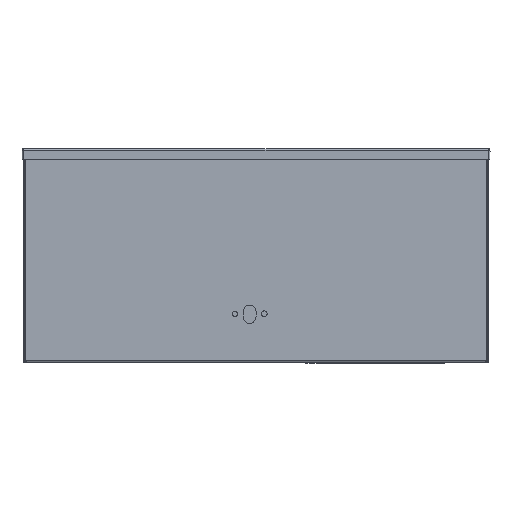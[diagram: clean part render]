
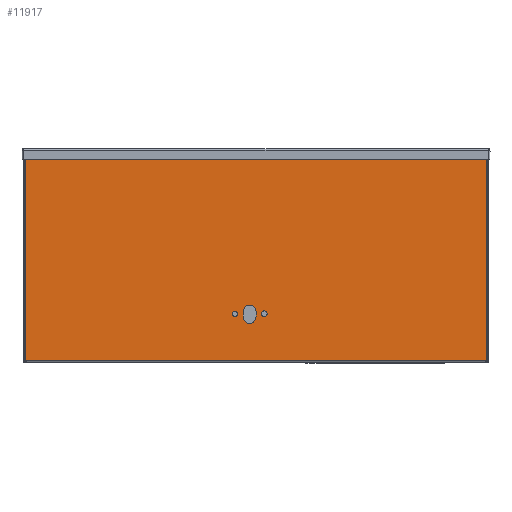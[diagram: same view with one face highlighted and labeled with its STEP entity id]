
A CAD part, top view. The second image highlights one B-rep face of the part: STEP entity #11917.
In plain terms, the highlighted planar face has unit normal (0, 0, 1).
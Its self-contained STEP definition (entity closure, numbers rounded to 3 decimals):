
#11917=ADVANCED_FACE('',(#23764,#23766,#23768,#23770),#23772,.F.);
#23764=FACE_BOUND('',#23765,.T.);
#23765=EDGE_LOOP('',(#31406,#31407,#31408,#31409,#31410,#31411,#31412,#31413));
#23766=FACE_BOUND('',#23767,.T.);
#23767=EDGE_LOOP('',(#31414));
#23768=FACE_BOUND('',#23769,.T.);
#23769=EDGE_LOOP('',(#31415));
#23770=FACE_BOUND('',#23771,.T.);
#23771=EDGE_LOOP('',(#31416,#31417,#31418,#31419,#31420,#31421));
#23772=PLANE('',#23773);
#23773=AXIS2_PLACEMENT_3D('',#23774,#23775,#23776);
#23774=CARTESIAN_POINT('',(8119.166,3270.412,352.057));
#23775=DIRECTION('',(0.,0.,-1.));
#23776=DIRECTION('',(1.,0.,0.));
#31406=ORIENTED_EDGE('',*,*,#35107,.F.);
#31407=ORIENTED_EDGE('',*,*,#35335,.F.);
#31408=ORIENTED_EDGE('',*,*,#35334,.F.);
#31409=ORIENTED_EDGE('',*,*,#35332,.F.);
#31410=ORIENTED_EDGE('',*,*,#35331,.T.);
#31411=ORIENTED_EDGE('',*,*,#35330,.F.);
#31412=ORIENTED_EDGE('',*,*,#35328,.T.);
#31413=ORIENTED_EDGE('',*,*,#35336,.F.);
#31414=ORIENTED_EDGE('',*,*,#34568,.F.);
#31415=ORIENTED_EDGE('',*,*,#34570,.F.);
#31416=ORIENTED_EDGE('',*,*,#34636,.F.);
#31417=ORIENTED_EDGE('',*,*,#35337,.T.);
#31418=ORIENTED_EDGE('',*,*,#35338,.F.);
#31419=ORIENTED_EDGE('',*,*,#35339,.F.);
#31420=ORIENTED_EDGE('',*,*,#35340,.F.);
#31421=ORIENTED_EDGE('',*,*,#35341,.F.);
#34568=EDGE_CURVE('',#39835,#39835,#39836,.T.);
#34570=EDGE_CURVE('',#39839,#39839,#39840,.T.);
#34636=EDGE_CURVE('',#39970,#39972,#39973,.T.);
#35107=EDGE_CURVE('',#40742,#40746,#40750,.T.);
#35328=EDGE_CURVE('',#41062,#41104,#41115,.T.);
#35330=EDGE_CURVE('',#41062,#41070,#41117,.T.);
#35331=EDGE_CURVE('',#41083,#41070,#41118,.T.);
#35332=EDGE_CURVE('',#41083,#41096,#41119,.T.);
#35334=EDGE_CURVE('',#41096,#41112,#41121,.T.);
#35335=EDGE_CURVE('',#41112,#40742,#41122,.T.);
#35336=EDGE_CURVE('',#40746,#41104,#41123,.T.);
#35337=EDGE_CURVE('',#39970,#41124,#41125,.T.);
#35338=EDGE_CURVE('',#41126,#41124,#41127,.T.);
#35339=EDGE_CURVE('',#41128,#41126,#41129,.T.);
#35340=EDGE_CURVE('',#41130,#41128,#41131,.T.);
#35341=EDGE_CURVE('',#39972,#41130,#41132,.T.);
#39835=VERTEX_POINT('',#53026);
#39836=CIRCLE('',#53027,4.);
#39839=VERTEX_POINT('',#53036);
#39840=CIRCLE('',#53037,3.799);
#39970=VERTEX_POINT('',#53360);
#39972=VERTEX_POINT('',#53364);
#39973=CIRCLE('',#53365,9.);
#40742=VERTEX_POINT('',#55231);
#40746=VERTEX_POINT('',#55263);
#40750=LINE('',#55315,#55316);
#41062=VERTEX_POINT('',#56057);
#41070=VERTEX_POINT('',#56082);
#41083=VERTEX_POINT('',#56160);
#41096=VERTEX_POINT('',#56205);
#41104=VERTEX_POINT('',#56254);
#41112=VERTEX_POINT('',#56285);
#41115=LINE('',#56299,#56300);
#41117=CIRCLE('',#56306,1.);
#41118=LINE('',#56310,#56311);
#41119=CIRCLE('',#56313,1.);
#41121=LINE('',#56321,#56322);
#41122=CIRCLE('',#56324,2.);
#41123=CIRCLE('',#56328,2.);
#41124=VERTEX_POINT('',#56332);
#41125=CIRCLE('',#56333,8.);
#41126=VERTEX_POINT('',#56337);
#41127=CIRCLE('',#56338,9.);
#41128=VERTEX_POINT('',#56342);
#41129=LINE('',#56343,#56344);
#41130=VERTEX_POINT('',#56346);
#41131=CIRCLE('',#56347,9.);
#41132=LINE('',#56351,#56352);
#53026=CARTESIAN_POINT('',(7811.181,3337.255,352.057));
#53027=AXIS2_PLACEMENT_3D('',#53028,#53029,#53030);
#53028=CARTESIAN_POINT('',(7807.181,3337.255,352.057));
#53029=DIRECTION('',(0.,0.,1.));
#53030=DIRECTION('',(-1.,0.,0.));
#53036=CARTESIAN_POINT('',(7769.92,3337.255,352.057));
#53037=AXIS2_PLACEMENT_3D('',#53038,#53039,#53040);
#53038=CARTESIAN_POINT('',(7766.121,3337.255,352.057));
#53039=DIRECTION('',(0.,0.,1.));
#53040=DIRECTION('',(-1.,0.,0.));
#53360=CARTESIAN_POINT('',(7794.462,3329.654,352.057));
#53364=CARTESIAN_POINT('',(7795.651,3334.126,352.057));
#53365=AXIS2_PLACEMENT_3D('',#53366,#53367,#53368);
#53366=CARTESIAN_POINT('',(7786.651,3334.126,352.057));
#53367=DIRECTION('',(0.,0.,1.));
#53368=DIRECTION('',(0.868,-0.497,0.));
#55231=CARTESIAN_POINT('',(8117.434,3271.412,352.057));
#55263=CARTESIAN_POINT('',(7473.598,3271.412,352.057));
#55315=CARTESIAN_POINT('',(8117.434,3271.412,352.057));
#55316=VECTOR('',#55317,1.);
#55317=DIRECTION('',(-1.,0.,0.));
#56057=CARTESIAN_POINT('',(7472.987,3564.807,352.057));
#56082=CARTESIAN_POINT('',(7473.65,3565.469,352.057));
#56160=CARTESIAN_POINT('',(8117.382,3565.469,352.057));
#56205=CARTESIAN_POINT('',(8118.045,3564.807,352.057));
#56254=CARTESIAN_POINT('',(7472.987,3272.068,352.057));
#56285=CARTESIAN_POINT('',(8118.045,3272.068,352.057));
#56299=CARTESIAN_POINT('',(7472.987,3564.807,352.057));
#56300=VECTOR('',#56301,1.);
#56301=DIRECTION('',(0.,-1.,0.));
#56306=AXIS2_PLACEMENT_3D('',#56307,#56308,#56309);
#56307=CARTESIAN_POINT('',(7472.694,3565.763,352.057));
#56308=DIRECTION('',(0.,0.,1.));
#56309=DIRECTION('',(0.293,-0.956,0.));
#56310=CARTESIAN_POINT('',(8117.382,3565.469,352.057));
#56311=VECTOR('',#56312,1.);
#56312=DIRECTION('',(-1.,0.,0.));
#56313=AXIS2_PLACEMENT_3D('',#56314,#56315,#56316);
#56314=CARTESIAN_POINT('',(8118.338,3565.763,352.057));
#56315=DIRECTION('',(0.,0.,1.));
#56316=DIRECTION('',(-0.956,-0.293,0.));
#56321=CARTESIAN_POINT('',(8118.045,3564.807,352.057));
#56322=VECTOR('',#56323,1.);
#56323=DIRECTION('',(0.,-1.,0.));
#56324=AXIS2_PLACEMENT_3D('',#56325,#56326,#56327);
#56325=CARTESIAN_POINT('',(8119.166,3270.412,352.057));
#56326=DIRECTION('',(0.,0.,1.));
#56327=DIRECTION('',(-0.561,0.828,0.));
#56328=AXIS2_PLACEMENT_3D('',#56329,#56330,#56331);
#56329=CARTESIAN_POINT('',(7471.866,3270.412,352.057));
#56330=DIRECTION('',(0.,0.,1.));
#56331=DIRECTION('',(0.866,0.5,0.));
#56332=CARTESIAN_POINT('',(7778.841,3329.654,352.057));
#56333=AXIS2_PLACEMENT_3D('',#56334,#56335,#56336);
#56334=CARTESIAN_POINT('',(7786.651,3331.385,352.057));
#56335=DIRECTION('',(0.,0.,-1.));
#56336=DIRECTION('',(0.976,-0.216,0.));
#56337=CARTESIAN_POINT('',(7777.651,3334.126,352.057));
#56338=AXIS2_PLACEMENT_3D('',#56339,#56340,#56341);
#56339=CARTESIAN_POINT('',(7786.651,3334.126,352.057));
#56340=DIRECTION('',(0.,0.,1.));
#56341=DIRECTION('',(-1.,0.,0.));
#56342=CARTESIAN_POINT('',(7777.651,3340.385,352.057));
#56343=CARTESIAN_POINT('',(7777.651,3340.385,352.057));
#56344=VECTOR('',#56345,1.);
#56345=DIRECTION('',(0.,-1.,0.));
#56346=CARTESIAN_POINT('',(7795.651,3340.385,352.057));
#56347=AXIS2_PLACEMENT_3D('',#56348,#56349,#56350);
#56348=CARTESIAN_POINT('',(7786.651,3340.385,352.057));
#56349=DIRECTION('',(0.,0.,1.));
#56350=DIRECTION('',(1.,0.,0.));
#56351=CARTESIAN_POINT('',(7795.651,3334.126,352.057));
#56352=VECTOR('',#56353,1.);
#56353=DIRECTION('',(0.,1.,0.));
